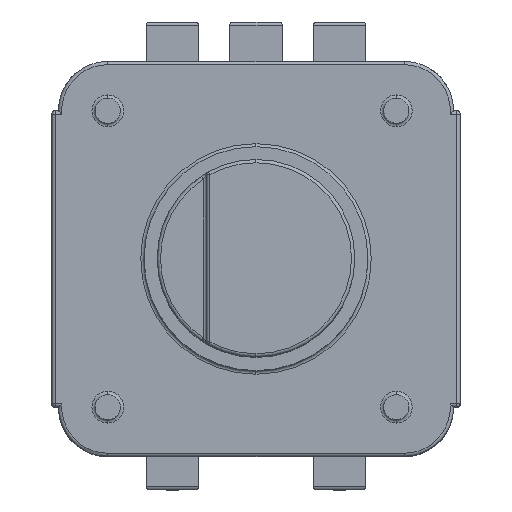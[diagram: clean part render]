
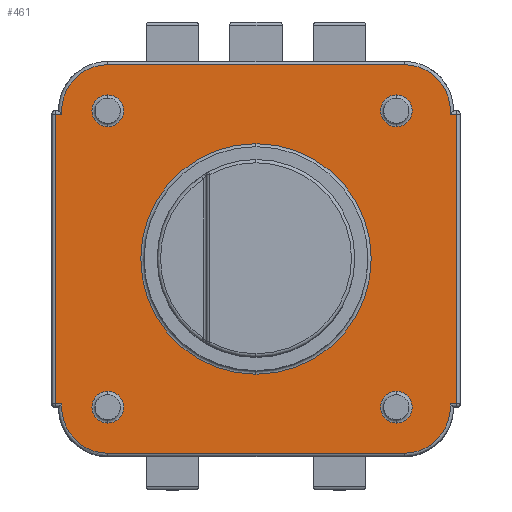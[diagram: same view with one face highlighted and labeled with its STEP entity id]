
A CAD part, top view. The second image highlights one B-rep face of the part: STEP entity #461.
In plain terms, the highlighted planar face has unit normal (0, 0, 1).
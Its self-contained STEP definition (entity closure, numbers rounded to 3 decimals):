
#24 = VERTEX_POINT('',#25);
#25 = CARTESIAN_POINT('',(1.761,-12.471,6.239)
  );
#32 = EDGE_CURVE('',#24,#33,#35,.T.);
#33 = VERTEX_POINT('',#34);
#34 = CARTESIAN_POINT('',(1.761,-11.507,6.239)
  );
#35 = CIRCLE('',#36,0.482);
#36 = AXIS2_PLACEMENT_3D('',#37,#38,#39);
#37 = CARTESIAN_POINT('',(1.761,-11.989,6.239)
  );
#38 = DIRECTION('',(-0.,0.,-1.));
#39 = DIRECTION('',(0.,-1.,0.));
#68 = VERTEX_POINT('',#69);
#69 = CARTESIAN_POINT('',(-7.,-3.471,6.239));
#76 = EDGE_CURVE('',#68,#77,#79,.T.);
#77 = VERTEX_POINT('',#78);
#78 = CARTESIAN_POINT('',(-7.,-2.507,6.239));
#79 = CIRCLE('',#80,0.482);
#80 = AXIS2_PLACEMENT_3D('',#81,#82,#83);
#81 = CARTESIAN_POINT('',(-7.,-2.989,6.239));
#82 = DIRECTION('',(-0.,0.,-1.));
#83 = DIRECTION('',(0.,-1.,0.));
#112 = VERTEX_POINT('',#113);
#113 = CARTESIAN_POINT('',(1.761,-3.471,6.239
    ));
#120 = EDGE_CURVE('',#112,#121,#123,.T.);
#121 = VERTEX_POINT('',#122);
#122 = CARTESIAN_POINT('',(1.761,-2.507,6.239
    ));
#123 = CIRCLE('',#124,0.482);
#124 = AXIS2_PLACEMENT_3D('',#125,#126,#127);
#125 = CARTESIAN_POINT('',(1.761,-2.989,6.239
    ));
#126 = DIRECTION('',(-0.,0.,-1.));
#127 = DIRECTION('',(0.,-1.,0.));
#156 = VERTEX_POINT('',#157);
#157 = CARTESIAN_POINT('',(-7.,-12.471,6.239));
#164 = EDGE_CURVE('',#156,#165,#167,.T.);
#165 = VERTEX_POINT('',#166);
#166 = CARTESIAN_POINT('',(-7.,-11.507,6.239));
#167 = CIRCLE('',#168,0.482);
#168 = AXIS2_PLACEMENT_3D('',#169,#170,#171);
#169 = CARTESIAN_POINT('',(-7.,-11.989,6.239));
#170 = DIRECTION('',(-0.,0.,-1.));
#171 = DIRECTION('',(0.,-1.,0.));
#200 = VERTEX_POINT('',#201);
#201 = CARTESIAN_POINT('',(-2.5,-10.989,6.239));
#208 = EDGE_CURVE('',#200,#209,#211,.T.);
#209 = VERTEX_POINT('',#210);
#210 = CARTESIAN_POINT('',(-2.5,-3.989,6.239));
#211 = CIRCLE('',#212,3.5);
#212 = AXIS2_PLACEMENT_3D('',#213,#214,#215);
#213 = CARTESIAN_POINT('',(-2.5,-7.489,6.239));
#214 = DIRECTION('',(-0.,0.,-1.));
#215 = DIRECTION('',(0.,-1.,0.));
#461 = ADVANCED_FACE('',(#462,#472,#482,#584,#594,#604),#614,.T.);
#462 = FACE_BOUND('',#463,.T.);
#463 = EDGE_LOOP('',(#464,#465));
#464 = ORIENTED_EDGE('',*,*,#164,.T.);
#465 = ORIENTED_EDGE('',*,*,#466,.T.);
#466 = EDGE_CURVE('',#165,#156,#467,.T.);
#467 = CIRCLE('',#468,0.482);
#468 = AXIS2_PLACEMENT_3D('',#469,#470,#471);
#469 = CARTESIAN_POINT('',(-7.,-11.989,6.239));
#470 = DIRECTION('',(-0.,0.,-1.));
#471 = DIRECTION('',(0.,-1.,0.));
#472 = FACE_BOUND('',#473,.T.);
#473 = EDGE_LOOP('',(#474,#475));
#474 = ORIENTED_EDGE('',*,*,#120,.T.);
#475 = ORIENTED_EDGE('',*,*,#476,.T.);
#476 = EDGE_CURVE('',#121,#112,#477,.T.);
#477 = CIRCLE('',#478,0.482);
#478 = AXIS2_PLACEMENT_3D('',#479,#480,#481);
#479 = CARTESIAN_POINT('',(1.761,-2.989,6.239
    ));
#480 = DIRECTION('',(-0.,0.,-1.));
#481 = DIRECTION('',(0.,-1.,0.));
#482 = FACE_BOUND('',#483,.T.);
#483 = EDGE_LOOP('',(#484,#494,#502,#511,#519,#528,#536,#544,#552,#561,
    #569,#578));
#484 = ORIENTED_EDGE('',*,*,#485,.T.);
#485 = EDGE_CURVE('',#486,#488,#490,.T.);
#486 = VERTEX_POINT('',#487);
#487 = CARTESIAN_POINT('',(3.6,-11.889,6.239));
#488 = VERTEX_POINT('',#489);
#489 = CARTESIAN_POINT('',(3.6,-3.089,6.239));
#490 = LINE('',#491,#492);
#491 = CARTESIAN_POINT('',(3.6,-2.989,6.239));
#492 = VECTOR('',#493,1.);
#493 = DIRECTION('',(0.,1.,0.));
#494 = ORIENTED_EDGE('',*,*,#495,.T.);
#495 = EDGE_CURVE('',#488,#496,#498,.T.);
#496 = VERTEX_POINT('',#497);
#497 = CARTESIAN_POINT('',(3.396,-3.089,6.239
    ));
#498 = LINE('',#499,#500);
#499 = CARTESIAN_POINT('',(3.5,-3.089,6.239));
#500 = VECTOR('',#501,1.);
#501 = DIRECTION('',(-1.,0.,0.));
#502 = ORIENTED_EDGE('',*,*,#503,.T.);
#503 = EDGE_CURVE('',#496,#504,#506,.T.);
#504 = VERTEX_POINT('',#505);
#505 = CARTESIAN_POINT('',(2.,-1.589,6.239));
#506 = CIRCLE('',#507,1.4);
#507 = AXIS2_PLACEMENT_3D('',#508,#509,#510);
#508 = CARTESIAN_POINT('',(2.,-2.989,6.239));
#509 = DIRECTION('',(-0.,0.,1.));
#510 = DIRECTION('',(0.,-1.,0.));
#511 = ORIENTED_EDGE('',*,*,#512,.T.);
#512 = EDGE_CURVE('',#504,#513,#515,.T.);
#513 = VERTEX_POINT('',#514);
#514 = CARTESIAN_POINT('',(-7.,-1.589,6.239));
#515 = LINE('',#516,#517);
#516 = CARTESIAN_POINT('',(-7.,-1.589,6.239));
#517 = VECTOR('',#518,1.);
#518 = DIRECTION('',(-1.,0.,0.));
#519 = ORIENTED_EDGE('',*,*,#520,.T.);
#520 = EDGE_CURVE('',#513,#521,#523,.T.);
#521 = VERTEX_POINT('',#522);
#522 = CARTESIAN_POINT('',(-8.396,-3.089,
    6.239));
#523 = CIRCLE('',#524,1.4);
#524 = AXIS2_PLACEMENT_3D('',#525,#526,#527);
#525 = CARTESIAN_POINT('',(-7.,-2.989,6.239));
#526 = DIRECTION('',(-0.,0.,1.));
#527 = DIRECTION('',(0.,-1.,0.));
#528 = ORIENTED_EDGE('',*,*,#529,.T.);
#529 = EDGE_CURVE('',#521,#530,#532,.T.);
#530 = VERTEX_POINT('',#531);
#531 = CARTESIAN_POINT('',(-8.6,-3.089,6.239));
#532 = LINE('',#533,#534);
#533 = CARTESIAN_POINT('',(-8.7,-3.089,6.239));
#534 = VECTOR('',#535,1.);
#535 = DIRECTION('',(-1.,0.,0.));
#536 = ORIENTED_EDGE('',*,*,#537,.T.);
#537 = EDGE_CURVE('',#530,#538,#540,.T.);
#538 = VERTEX_POINT('',#539);
#539 = CARTESIAN_POINT('',(-8.6,-11.889,6.239));
#540 = LINE('',#541,#542);
#541 = CARTESIAN_POINT('',(-8.6,-11.989,6.239));
#542 = VECTOR('',#543,1.);
#543 = DIRECTION('',(0.,-1.,0.));
#544 = ORIENTED_EDGE('',*,*,#545,.T.);
#545 = EDGE_CURVE('',#538,#546,#548,.T.);
#546 = VERTEX_POINT('',#547);
#547 = CARTESIAN_POINT('',(-8.396,-11.889,
    6.239));
#548 = LINE('',#549,#550);
#549 = CARTESIAN_POINT('',(-8.5,-11.889,6.239));
#550 = VECTOR('',#551,1.);
#551 = DIRECTION('',(1.,0.,0.));
#552 = ORIENTED_EDGE('',*,*,#553,.T.);
#553 = EDGE_CURVE('',#546,#554,#556,.T.);
#554 = VERTEX_POINT('',#555);
#555 = CARTESIAN_POINT('',(-7.,-13.389,6.239));
#556 = CIRCLE('',#557,1.4);
#557 = AXIS2_PLACEMENT_3D('',#558,#559,#560);
#558 = CARTESIAN_POINT('',(-7.,-11.989,6.239));
#559 = DIRECTION('',(-0.,0.,1.));
#560 = DIRECTION('',(0.,-1.,0.));
#561 = ORIENTED_EDGE('',*,*,#562,.T.);
#562 = EDGE_CURVE('',#554,#563,#565,.T.);
#563 = VERTEX_POINT('',#564);
#564 = CARTESIAN_POINT('',(2.,-13.389,6.239));
#565 = LINE('',#566,#567);
#566 = CARTESIAN_POINT('',(2.,-13.389,6.239));
#567 = VECTOR('',#568,1.);
#568 = DIRECTION('',(1.,0.,0.));
#569 = ORIENTED_EDGE('',*,*,#570,.T.);
#570 = EDGE_CURVE('',#563,#571,#573,.T.);
#571 = VERTEX_POINT('',#572);
#572 = CARTESIAN_POINT('',(3.396,-11.889,6.239
    ));
#573 = CIRCLE('',#574,1.4);
#574 = AXIS2_PLACEMENT_3D('',#575,#576,#577);
#575 = CARTESIAN_POINT('',(2.,-11.989,6.239));
#576 = DIRECTION('',(-0.,0.,1.));
#577 = DIRECTION('',(0.,-1.,0.));
#578 = ORIENTED_EDGE('',*,*,#579,.T.);
#579 = EDGE_CURVE('',#571,#486,#580,.T.);
#580 = LINE('',#581,#582);
#581 = CARTESIAN_POINT('',(3.7,-11.889,6.239));
#582 = VECTOR('',#583,1.);
#583 = DIRECTION('',(1.,0.,0.));
#584 = FACE_BOUND('',#585,.T.);
#585 = EDGE_LOOP('',(#586,#587));
#586 = ORIENTED_EDGE('',*,*,#76,.T.);
#587 = ORIENTED_EDGE('',*,*,#588,.T.);
#588 = EDGE_CURVE('',#77,#68,#589,.T.);
#589 = CIRCLE('',#590,0.482);
#590 = AXIS2_PLACEMENT_3D('',#591,#592,#593);
#591 = CARTESIAN_POINT('',(-7.,-2.989,6.239));
#592 = DIRECTION('',(-0.,0.,-1.));
#593 = DIRECTION('',(0.,-1.,0.));
#594 = FACE_BOUND('',#595,.T.);
#595 = EDGE_LOOP('',(#596,#597));
#596 = ORIENTED_EDGE('',*,*,#32,.T.);
#597 = ORIENTED_EDGE('',*,*,#598,.T.);
#598 = EDGE_CURVE('',#33,#24,#599,.T.);
#599 = CIRCLE('',#600,0.482);
#600 = AXIS2_PLACEMENT_3D('',#601,#602,#603);
#601 = CARTESIAN_POINT('',(1.761,-11.989,6.239
    ));
#602 = DIRECTION('',(-0.,0.,-1.));
#603 = DIRECTION('',(0.,-1.,0.));
#604 = FACE_BOUND('',#605,.T.);
#605 = EDGE_LOOP('',(#606,#607));
#606 = ORIENTED_EDGE('',*,*,#208,.T.);
#607 = ORIENTED_EDGE('',*,*,#608,.T.);
#608 = EDGE_CURVE('',#209,#200,#609,.T.);
#609 = CIRCLE('',#610,3.5);
#610 = AXIS2_PLACEMENT_3D('',#611,#612,#613);
#611 = CARTESIAN_POINT('',(-2.5,-7.489,6.239));
#612 = DIRECTION('',(-0.,0.,-1.));
#613 = DIRECTION('',(0.,-1.,0.));
#614 = PLANE('',#615);
#615 = AXIS2_PLACEMENT_3D('',#616,#617,#618);
#616 = CARTESIAN_POINT('',(2.,-2.989,6.239));
#617 = DIRECTION('',(0.,0.,1.));
#618 = DIRECTION('',(0.,-1.,0.));
